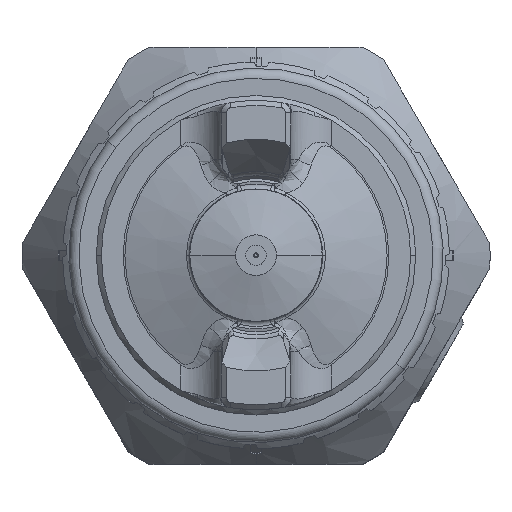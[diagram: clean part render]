
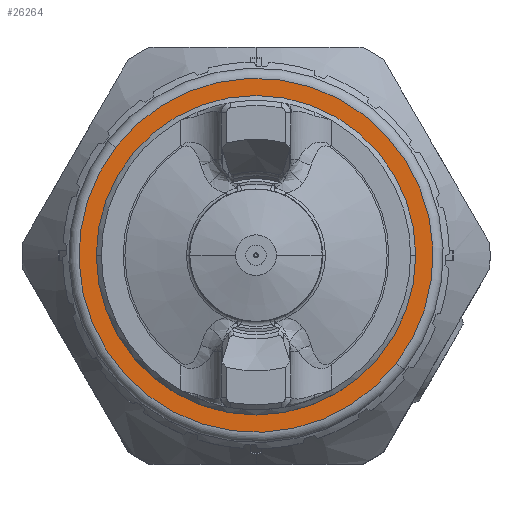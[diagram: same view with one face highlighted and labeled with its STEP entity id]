
A CAD part, top view. The second image highlights one B-rep face of the part: STEP entity #26264.
In plain terms, the highlighted planar face has unit normal (0, 0, 1).
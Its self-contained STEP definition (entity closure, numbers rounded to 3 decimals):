
#288 = EDGE_LOOP ( 'NONE', ( #1611, #20858 ) ) ;
#659 = VERTEX_POINT ( 'NONE', #1318 ) ;
#663 = CARTESIAN_POINT ( 'NONE',  ( 15.7, 0., 6.726 ) ) ;
#1000 = EDGE_CURVE ( 'NONE', #659, #21972, #6170, .T. ) ;
#1146 = ORIENTED_EDGE ( 'NONE', *, *, #3319, .T. ) ;
#1318 = CARTESIAN_POINT ( 'NONE',  ( -15.7, 0., 6.726 ) ) ;
#1611 = ORIENTED_EDGE ( 'NONE', *, *, #18973, .T. ) ;
#1786 = DIRECTION ( 'NONE',  ( 0., 0., 1. ) ) ;
#2045 = AXIS2_PLACEMENT_3D ( 'NONE', #20756, #1786, #14504 ) ;
#3319 = EDGE_CURVE ( 'NONE', #11450, #18907, #4243, .T. ) ;
#3521 = DIRECTION ( 'NONE',  ( -0.792, 0.611, 0. ) ) ;
#3922 = EDGE_LOOP ( 'NONE', ( #21846, #1146 ) ) ;
#4243 = CIRCLE ( 'NONE', #2045, 17.4 ) ;
#5592 = DIRECTION ( 'NONE',  ( 0., 0., -1. ) ) ;
#6170 = CIRCLE ( 'NONE', #20791, 15.7 ) ;
#9454 = CIRCLE ( 'NONE', #26345, 17.4 ) ;
#9603 = DIRECTION ( 'NONE',  ( 0., 0., -1. ) ) ;
#10809 = DIRECTION ( 'NONE',  ( 0., 0., -1. ) ) ;
#11450 = VERTEX_POINT ( 'NONE', #15511 ) ;
#11807 = PLANE ( 'NONE',  #27303 ) ;
#12082 = CARTESIAN_POINT ( 'NONE',  ( 0., 0., 6.726 ) ) ;
#12563 = DIRECTION ( 'NONE',  ( 0., 0., 1. ) ) ;
#12859 = AXIS2_PLACEMENT_3D ( 'NONE', #20943, #9603, #20014 ) ;
#13879 = FACE_BOUND ( 'NONE', #288, .T. ) ;
#14504 = DIRECTION ( 'NONE',  ( -0.792, 0.611, 0. ) ) ;
#15111 = DIRECTION ( 'NONE',  ( -0.792, 0.611, 0. ) ) ;
#15511 = CARTESIAN_POINT ( 'NONE',  ( 13.776, -10.629, 6.726 ) ) ;
#18053 = FACE_OUTER_BOUND ( 'NONE', #3922, .T. ) ;
#18181 = CIRCLE ( 'NONE', #12859, 15.7 ) ;
#18540 = DIRECTION ( 'NONE',  ( -0.792, 0.611, 0. ) ) ;
#18907 = VERTEX_POINT ( 'NONE', #25027 ) ;
#18973 = EDGE_CURVE ( 'NONE', #21972, #659, #18181, .T. ) ;
#20014 = DIRECTION ( 'NONE',  ( -0.792, 0.611, 0. ) ) ;
#20756 = CARTESIAN_POINT ( 'NONE',  ( 0., 0., 6.726 ) ) ;
#20791 = AXIS2_PLACEMENT_3D ( 'NONE', #24018, #10809, #15111 ) ;
#20858 = ORIENTED_EDGE ( 'NONE', *, *, #1000, .T. ) ;
#20943 = CARTESIAN_POINT ( 'NONE',  ( 0., 0., 6.726 ) ) ;
#21846 = ORIENTED_EDGE ( 'NONE', *, *, #21881, .T. ) ;
#21881 = EDGE_CURVE ( 'NONE', #18907, #11450, #9454, .T. ) ;
#21972 = VERTEX_POINT ( 'NONE', #663 ) ;
#24018 = CARTESIAN_POINT ( 'NONE',  ( 0., 0., 6.726 ) ) ;
#25027 = CARTESIAN_POINT ( 'NONE',  ( -13.776, 10.629, 6.726 ) ) ;
#25054 = CARTESIAN_POINT ( 'NONE',  ( 0., 0., 6.726 ) ) ;
#26264 = ADVANCED_FACE ( 'NONE', ( #13879, #18053 ), #11807, .F. ) ;
#26345 = AXIS2_PLACEMENT_3D ( 'NONE', #25054, #12563, #18540 ) ;
#27303 = AXIS2_PLACEMENT_3D ( 'NONE', #12082, #5592, #3521 ) ;
